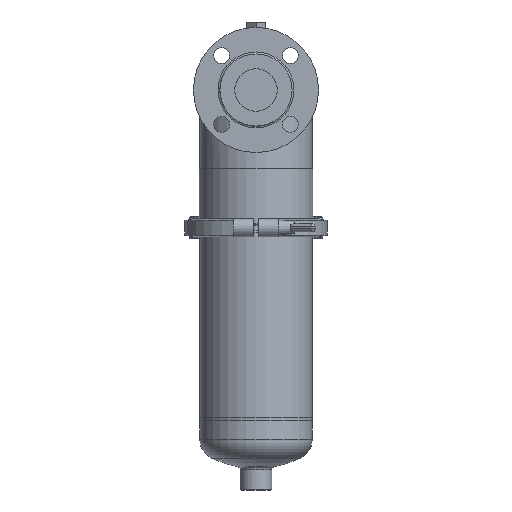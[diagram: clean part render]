
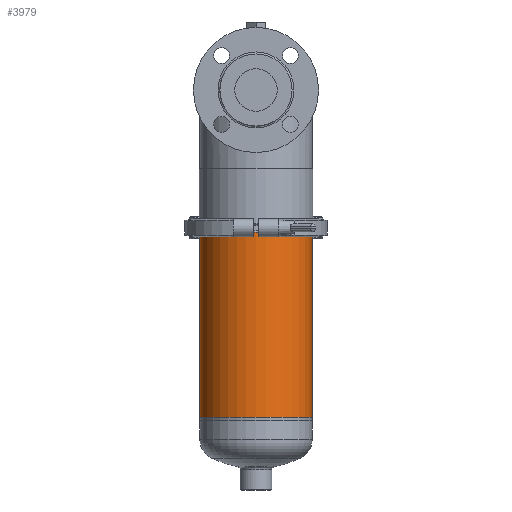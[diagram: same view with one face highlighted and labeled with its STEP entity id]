
A CAD part, left-side view. The second image highlights one B-rep face of the part: STEP entity #3979.
In plain terms, the highlighted cylindrical face has radius 57.15 mm (diameter 114.3 mm), a full revolution.
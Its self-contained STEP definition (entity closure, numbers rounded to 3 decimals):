
#3728=CARTESIAN_POINT('',(-57.15,0.0,-252.326));
#3729=VERTEX_POINT('',#3728);
#3730=CARTESIAN_POINT('',(0.,0.0,-252.326));
#3731=DIRECTION('',(0.0,0.0,-1.0));
#3732=DIRECTION('',(-1.0,0.0,0.0));
#3733=AXIS2_PLACEMENT_3D('',#3730,#3731,#3732);
#3734=CIRCLE('',#3733,57.15);
#3735=EDGE_CURVE('',#3729,#3729,#3734,.T.);
#3953=CARTESIAN_POINT('',(-57.15,0.0,-64.174));
#3954=VERTEX_POINT('',#3953);
#3955=CARTESIAN_POINT('',(0.,0.0,-64.174));
#3956=DIRECTION('',(0.0,0.0,-1.0));
#3957=DIRECTION('',(-1.0,0.0,0.0));
#3958=AXIS2_PLACEMENT_3D('',#3955,#3956,#3957);
#3959=CIRCLE('',#3958,57.15);
#3960=EDGE_CURVE('',#3954,#3954,#3959,.T.);
#3968=CARTESIAN_POINT('',(0.,0.0,-158.25));
#3969=DIRECTION('',(0.,0.0,-1.0));
#3970=DIRECTION('',(-1.0,0.0,0.0));
#3971=AXIS2_PLACEMENT_3D('',#3968,#3969,#3970);
#3972=CYLINDRICAL_SURFACE('',#3971,57.15);
#3973=ORIENTED_EDGE('',*,*,#3735,.F.);
#3974=EDGE_LOOP('',(#3973));
#3975=FACE_OUTER_BOUND('',#3974,.T.);
#3976=ORIENTED_EDGE('',*,*,#3960,.T.);
#3977=EDGE_LOOP('',(#3976));
#3978=FACE_BOUND('',#3977,.T.);
#3979=ADVANCED_FACE('',(#3975,#3978),#3972,.T.);
